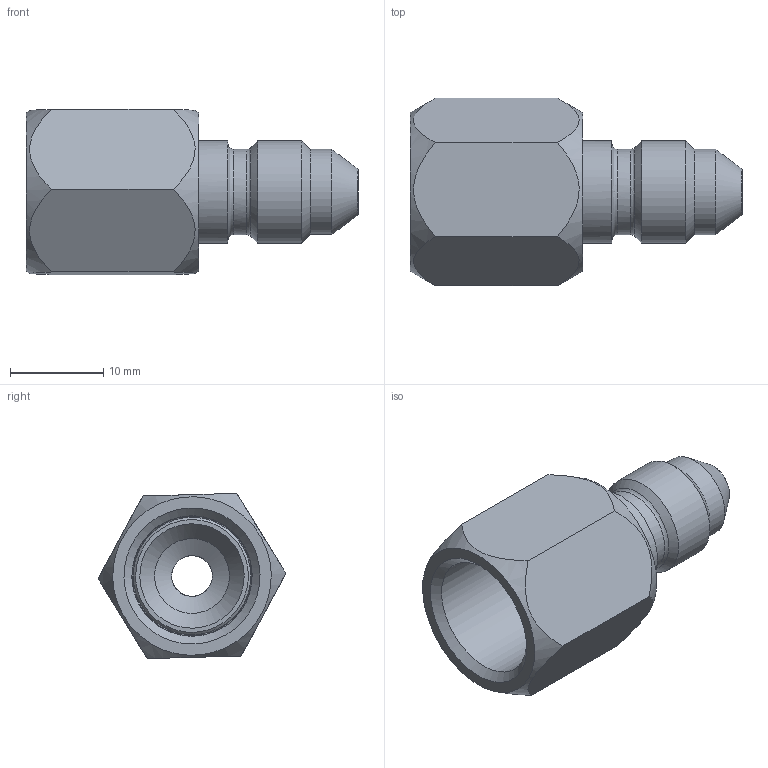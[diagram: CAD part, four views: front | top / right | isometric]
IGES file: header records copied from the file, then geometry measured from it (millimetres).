
Global section: file name: 6-4 TRTXN_Cust; native system: Autodesk Inventor 2016; preprocessor: unknown; author: sd00481633; date: 20180418.194132; units: centimetre
Bounding box: 35.64 x 20.16 x 17.74 mm (x, y, z)
Volume: 4021 mm3; surface area: 3437.1 mm2
Topology: 1 solids, 1 shells, 39 faces, 108 edges, 76 vertices
Faces by surface type: bspline 39
